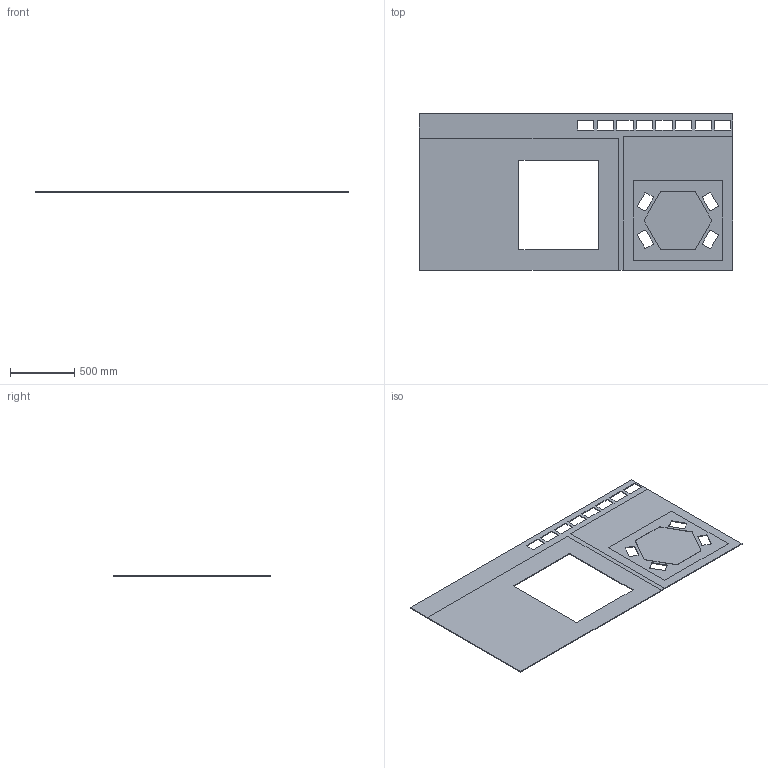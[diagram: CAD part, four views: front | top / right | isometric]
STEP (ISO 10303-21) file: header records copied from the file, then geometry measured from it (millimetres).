
FILE_DESCRIPTION(/* description */ (''),/* implementation_level */ '2;1');
FILE_NAME(/* name */ 'CNC Dimensions - .25in MDF.stp',/* time_stamp */ '2024-02-28T13:17:27-05:00',/* author */ (''),/* organization */ (''),/* preprocessor_version */ 'ST-DEVELOPER v18.102',/* originating_system */ 'SIEMENS PLM Software NX2206.6002',/* authorisation */ '');
FILE_SCHEMA (('AUTOMOTIVE_DESIGN { 1 0 10303 214 3 1 1 1 }'));
Length unit declared in the file: inch
Products named in the file (3): Top; active_zone_top; CNC Dimensions - .25in MDF
Assembly tree (2 placements, depth 2):
  CNC Dimensions - .25in MDF
    active_zone_top
    Top
Bounding box: 2438.4 x 1219.2 x 6.35 mm (x, y, z)
Volume: 15016289.1 mm3; surface area: 5031871.4 mm2
Topology: 4 solids, 4 shells, 113 faces, 312 edges, 214 vertices
Faces by surface type: plane 91, cylinder 22
Entity records: 3743 total; most frequent: CARTESIAN_POINT 642, ORIENTED_EDGE 624, DIRECTION 588, EDGE_CURVE 312, LINE 268, VECTOR 268, VERTEX_POINT 208, AXIS2_PLACEMENT_3D 160
